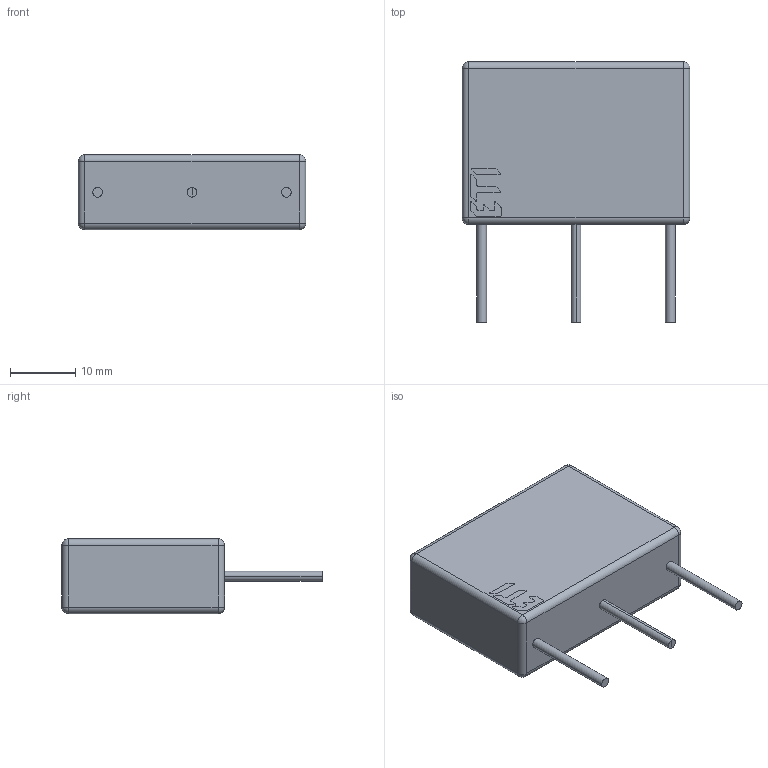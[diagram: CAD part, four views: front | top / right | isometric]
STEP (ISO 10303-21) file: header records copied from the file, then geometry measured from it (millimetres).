
FILE_DESCRIPTION((''),'2;1');
FILE_NAME('ETITEC_D_MINI_ASM','2021-03-02T',('marketing.praksa'),('Audax d.o.o.'),'CREO PARAMETRIC BY PTC INC, 2017480','CREO PARAMETRIC BY PTC INC, 2017480','');
FILE_SCHEMA(('AUTOMOTIVE_DESIGN { 1 0 10303 214 1 1 1 1 }'));
Products named in the file (9): TMP_DWG_65_1_1_1_2_1_2_3_1_2_30; TMP_DWG_65_1_2_1_2_1_2_3_1_2_30; TMP_DWG_65_1_3_1_2_1_2_3_1_2_30; PRT0065_1_1; PRT0066_1; PRT0067_1; PRT0068_1; PRT0069_1; ETITEC_D_MINI_ASM
Assembly tree (8 placements, depth 2):
  ETITEC_D_MINI_ASM
    TMP_DWG_65_1_1_1_2_1_2_3_1_2_30
    TMP_DWG_65_1_2_1_2_1_2_3_1_2_30
    TMP_DWG_65_1_3_1_2_1_2_3_1_2_30
    PRT0065_1_1
    PRT0066_1
    PRT0067_1
    PRT0068_1
    PRT0069_1
Bounding box: 35 x 40 x 11.57 mm (x, y, z)
Volume: 10103 mm3; surface area: 3359.2 mm2
Topology: 8 solids, 8 shells, 96 faces, 220 edges, 140 vertices
Faces by surface type: plane 46, cylinder 42, sphere 8
Entity records: 4055 total; most frequent: DIRECTION 534, CARTESIAN_POINT 498, ORIENTED_EDGE 440, EDGE_CURVE 220, AXIS2_PLACEMENT_3D 201, COLOUR_RGB 164, VERTEX_POINT 140, PRESENTATION_STYLE_ASSIGNMENT 135
